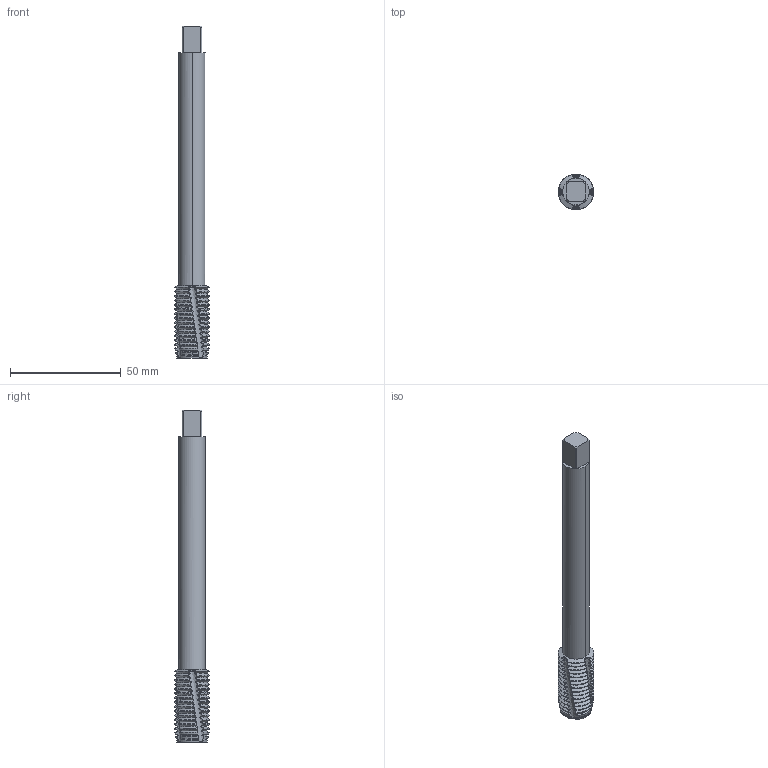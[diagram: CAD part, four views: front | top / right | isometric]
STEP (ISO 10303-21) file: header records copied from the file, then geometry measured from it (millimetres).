
FILE_DESCRIPTION(('no description'),'unknown implementation level');
FILE_NAME('solidzAs7G0FmT5qQXmEYeCxgr2mpGMM_1.STP',' ',('CIM GmbH Aachen'),('CADClick - KiM GmbH - www.kimweb.de'),'unknown preprocess','ACIS','unknown authorization');
FILE_SCHEMA(('automotive_design'));
Length unit declared in the file: millimetre
Products named in the file (2): 1; 2
Bounding box: 16 x 16 x 150 mm (x, y, z)
Volume: 18161.4 mm3; surface area: 9657.7 mm2
Topology: 2 solids, 2 shells, 465 faces, 1333 edges, 872 vertices
Faces by surface type: cone 210, cylinder 174, bspline 60, plane 17, revolution 4
Entity records: 38232 total; most frequent: CARTESIAN_POINT 12531, STYLED_ITEM 2672, PRESENTATION_STYLE_ASSIGNMENT 2672, COLOUR_RGB 2672, ORIENTED_EDGE 2666, DIRECTION 1847, EDGE_CURVE 1333, CURVE_STYLE 1333
